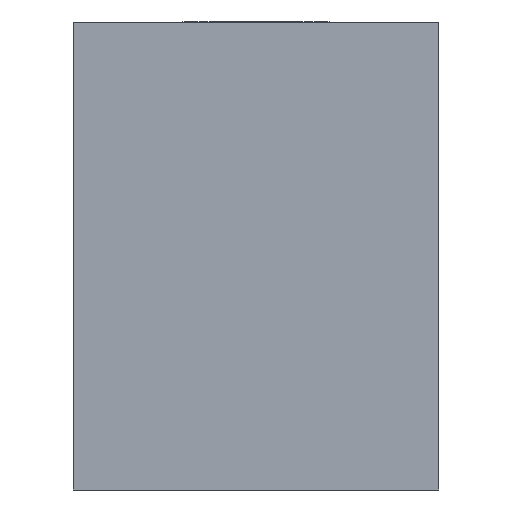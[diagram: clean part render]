
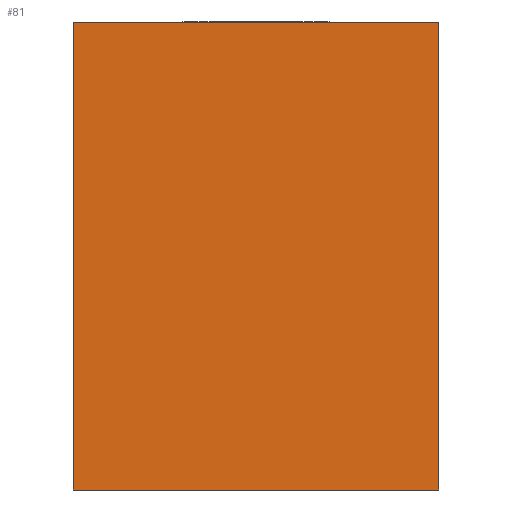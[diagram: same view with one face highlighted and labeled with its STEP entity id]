
A CAD part, front view. The second image highlights one B-rep face of the part: STEP entity #81.
In plain terms, the highlighted planar face has unit normal (0, -1, 0).
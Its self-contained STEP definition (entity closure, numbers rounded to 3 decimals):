
#81=ADVANCED_FACE('',(#112),#101,.T.);
#101=PLANE('',#361);
#112=FACE_OUTER_BOUND('',#126,.T.);
#126=EDGE_LOOP('',(#152,#153,#154,#155));
#152=ORIENTED_EDGE('',*,*,#266,.F.);
#153=ORIENTED_EDGE('',*,*,#267,.F.);
#154=ORIENTED_EDGE('',*,*,#268,.T.);
#155=ORIENTED_EDGE('',*,*,#269,.T.);
#236=VERTEX_POINT('',#499);
#237=VERTEX_POINT('',#500);
#238=VERTEX_POINT('',#502);
#239=VERTEX_POINT('',#504);
#266=EDGE_CURVE('',#236,#237,#308,.T.);
#267=EDGE_CURVE('',#238,#236,#309,.T.);
#268=EDGE_CURVE('',#238,#239,#310,.T.);
#269=EDGE_CURVE('',#239,#237,#311,.T.);
#308=LINE('',#498,#334);
#309=LINE('',#501,#335);
#310=LINE('',#503,#336);
#311=LINE('',#505,#337);
#334=VECTOR('',#399,1.);
#335=VECTOR('',#400,1.);
#336=VECTOR('',#401,1.);
#337=VECTOR('',#402,1.);
#361=AXIS2_PLACEMENT_3D('',#506,#403,#404);
#399=DIRECTION('',(1.,0.,0.));
#400=DIRECTION('',(0.,0.,1.));
#401=DIRECTION('',(1.,0.,0.));
#402=DIRECTION('',(0.,0.,1.));
#403=DIRECTION('',(0.,-1.,0.));
#404=DIRECTION('',(0.,0.,-1.));
#498=CARTESIAN_POINT('',(-12.541,-171.37,0.));
#499=CARTESIAN_POINT('',(-12.541,-171.37,0.));
#500=CARTESIAN_POINT('',(12.459,-171.37,0.));
#501=CARTESIAN_POINT('',(-12.541,-171.37,-32.));
#502=CARTESIAN_POINT('',(-12.541,-171.37,-32.));
#503=CARTESIAN_POINT('',(-12.541,-171.37,-32.));
#504=CARTESIAN_POINT('',(12.459,-171.37,-32.));
#505=CARTESIAN_POINT('',(12.459,-171.37,-32.));
#506=CARTESIAN_POINT('',(-12.541,-171.37,-32.));
